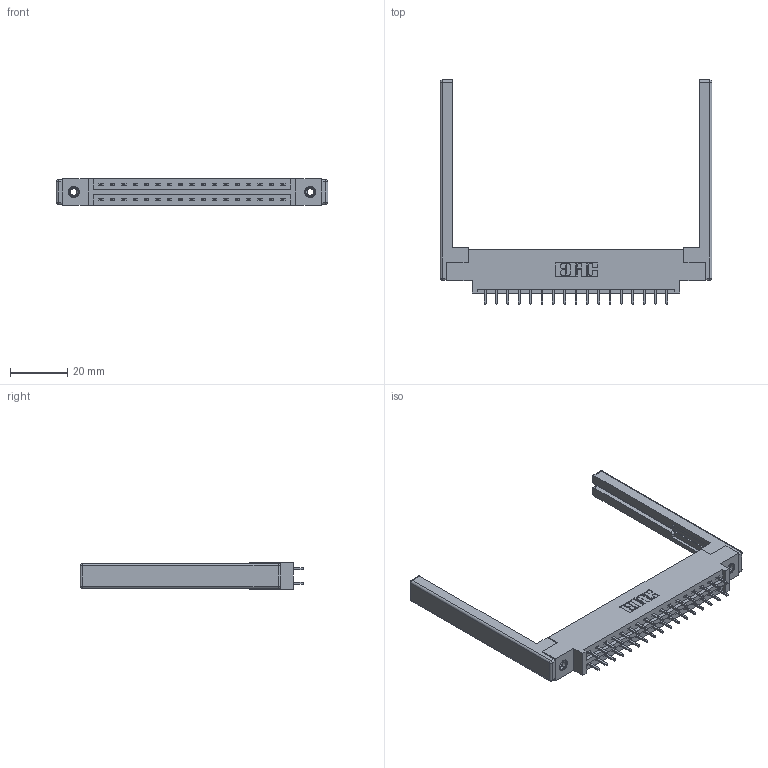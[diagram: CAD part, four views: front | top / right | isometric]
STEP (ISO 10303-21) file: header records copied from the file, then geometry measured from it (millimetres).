
FILE_DESCRIPTION (( 'STEP AP203' ), '1' );
FILE_NAME ('337-034-521-868.STEP', '2019-10-11T01:40:17', ( '' ), ( '' ), 'SwSTEP 2.0', 'SolidWorks 2016', '' );
FILE_SCHEMA (( 'CONFIG_CONTROL_DESIGN' ));
Length unit declared in the file: inch
Products named in the file (5): 337-034-521-868; 337 Part_0.170 Offset - 0.156 Dia-TI; 307-220-068; 345-292-001_345-293-121; 345-250-001_345-250-001-102
Assembly tree (39 placements, depth 2):
  337-034-521-868
    337 Part_0.170 Offset - 0.156 Dia-TI
    345-292-001_345-293-121  x34
    345-250-001_345-250-001-102  x2
    307-220-068  x2
Bounding box: 94.79 x 78.11 x 9.4 mm (x, y, z)
Volume: 13910.7 mm3; surface area: 14567.6 mm2
Topology: 39 solids, 39 shells, 2108 faces, 6187 edges, 4058 vertices
Faces by surface type: plane 1454, cylinder 630, cone 12, sphere 8, torus 4
Entity records: 19324 total; most frequent: CARTESIAN_POINT 3243, ORIENTED_EDGE 3168, DIRECTION 2874, EDGE_CURVE 1584, LINE 1406, VECTOR 1406, VERTEX_POINT 1046, AXIS2_PLACEMENT_3D 734
